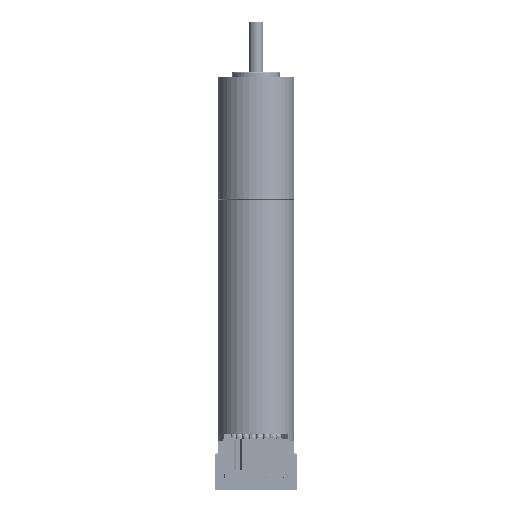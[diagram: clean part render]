
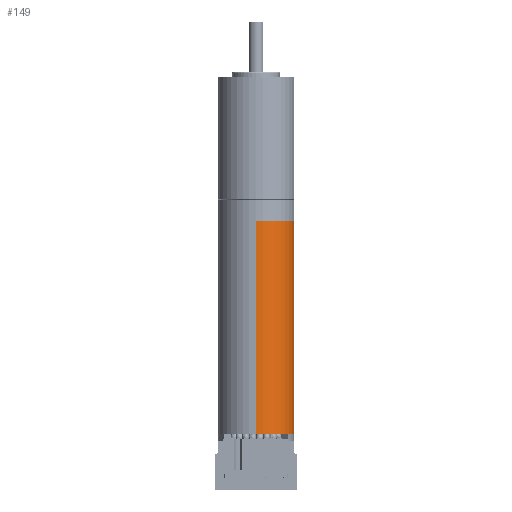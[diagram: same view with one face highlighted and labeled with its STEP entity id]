
A CAD part, front view. The second image highlights one B-rep face of the part: STEP entity #149.
In plain terms, the highlighted cylindrical face has radius 8 mm (diameter 16 mm), a partial arc.
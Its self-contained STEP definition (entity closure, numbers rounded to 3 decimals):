
#7=CARTESIAN_POINT('',(0.,0.,0.));
#8=DIRECTION('',(0.,0.,-1.));
#9=DIRECTION('',(0.,1.,0.));
#10=AXIS2_PLACEMENT_3D('',#7,#8,#9);
#40=CARTESIAN_POINT('',(0.,0.,-44.7));
#41=DIRECTION('',(0.,0.,-1.));
#42=DIRECTION('',(0.,1.,0.));
#43=AXIS2_PLACEMENT_3D('',#40,#41,#42);
#45=DIRECTION('',(0.,0.,1.));
#46=VECTOR('',#45,44.7);
#47=CARTESIAN_POINT('',(0.,8.,-44.7));
#48=LINE('',#47,#46);
#49=DIRECTION('',(0.,0.,1.));
#50=VECTOR('',#49,44.7);
#51=CARTESIAN_POINT('',(0.,-8.,-44.7));
#52=LINE('',#51,#50);
#62=CARTESIAN_POINT('',(0.,8.,-44.7));
#63=CARTESIAN_POINT('',(0.,8.,0.));
#64=VERTEX_POINT('',#62);
#65=VERTEX_POINT('',#63);
#70=CARTESIAN_POINT('',(0.,-8.,-44.7));
#71=CARTESIAN_POINT('',(0.,-8.,0.));
#72=VERTEX_POINT('',#70);
#73=VERTEX_POINT('',#71);
#136=CARTESIAN_POINT('',(0.,0.,2.235));
#137=DIRECTION('',(0.,0.,-1.));
#138=DIRECTION('',(0.,-1.,0.));
#139=AXIS2_PLACEMENT_3D('',#136,#137,#138);
#140=CYLINDRICAL_SURFACE('',#139,8.);
#142=ORIENTED_EDGE('',*,*,#141,.F.);
#143=ORIENTED_EDGE('',*,*,#125,.T.);
#145=ORIENTED_EDGE('',*,*,#144,.T.);
#146=ORIENTED_EDGE('',*,*,#81,.F.);
#147=EDGE_LOOP('',(#142,#143,#145,#146));
#148=FACE_OUTER_BOUND('',#147,.F.);
#149=ADVANCED_FACE('',(#148),#140,.T.);
#11=CIRCLE('',#10,8.);
#44=CIRCLE('',#43,8.);
#81=EDGE_CURVE('',#65,#73,#11,.T.);
#125=EDGE_CURVE('',#64,#72,#44,.T.);
#141=EDGE_CURVE('',#64,#65,#48,.T.);
#144=EDGE_CURVE('',#72,#73,#52,.T.);
